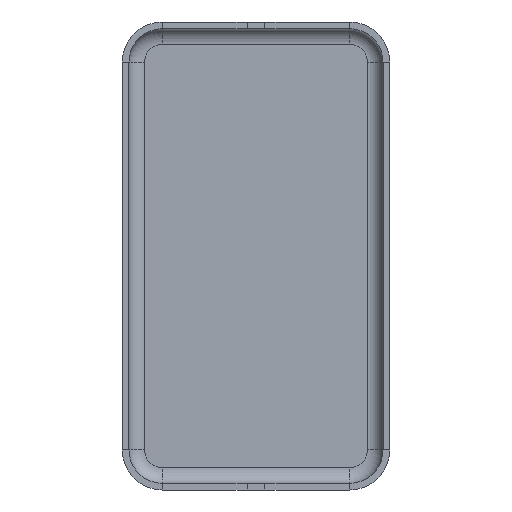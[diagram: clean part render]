
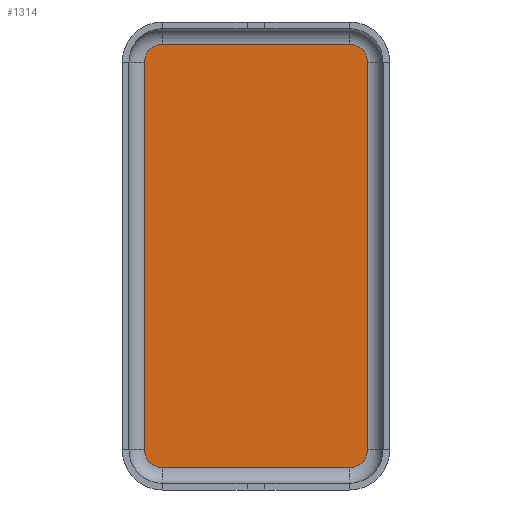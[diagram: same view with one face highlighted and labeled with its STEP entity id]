
A CAD part, front view. The second image highlights one B-rep face of the part: STEP entity #1314.
In plain terms, the highlighted planar face has unit normal (0, -1, 0).
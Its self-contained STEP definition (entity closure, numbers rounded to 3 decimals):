
#34 = CARTESIAN_POINT ( 'NONE',  ( -4.2, -0.3, -8.7 ) ) ;
#52 = VECTOR ( 'NONE', #1029, 1000. ) ;
#54 = VECTOR ( 'NONE', #938, 1000. ) ;
#89 = ORIENTED_EDGE ( 'NONE', *, *, #728, .F. ) ;
#123 = AXIS2_PLACEMENT_3D ( 'NONE', #34, #1023, #648 ) ;
#125 = VERTEX_POINT ( 'NONE', #311 ) ;
#143 = CARTESIAN_POINT ( 'NONE',  ( -4.2, -0.3, 9.5 ) ) ;
#144 = AXIS2_PLACEMENT_3D ( 'NONE', #561, #781, #999 ) ;
#212 = LINE ( 'NONE', #379, #52 ) ;
#264 = DIRECTION ( 'NONE',  ( 0., -1., 0. ) ) ;
#285 = CARTESIAN_POINT ( 'NONE',  ( -4.2, -0.3, -9.5 ) ) ;
#311 = CARTESIAN_POINT ( 'NONE',  ( 4.2, -0.3, -9.5 ) ) ;
#351 = EDGE_CURVE ( 'NONE', #518, #840, #467, .T. ) ;
#353 = ORIENTED_EDGE ( 'NONE', *, *, #687, .F. ) ;
#373 = ORIENTED_EDGE ( 'NONE', *, *, #351, .F. ) ;
#377 = DIRECTION ( 'NONE',  ( 0., 0., -1. ) ) ;
#379 = CARTESIAN_POINT ( 'NONE',  ( -4.2, -0.3, 9.5 ) ) ;
#405 = CARTESIAN_POINT ( 'NONE',  ( 4.2, -0.3, 8.7 ) ) ;
#407 = VERTEX_POINT ( 'NONE', #793 ) ;
#465 = CIRCLE ( 'NONE', #123, 0.8 ) ;
#467 = LINE ( 'NONE', #809, #732 ) ;
#477 = CARTESIAN_POINT ( 'NONE',  ( -5., -0.3, -8.7 ) ) ;
#518 = VERTEX_POINT ( 'NONE', #923 ) ;
#528 = ORIENTED_EDGE ( 'NONE', *, *, #1214, .F. ) ;
#561 = CARTESIAN_POINT ( 'NONE',  ( -4.2, -0.3, 8.7 ) ) ;
#603 = CIRCLE ( 'NONE', #144, 0.8 ) ;
#614 = EDGE_CURVE ( 'NONE', #1211, #518, #714, .T. ) ;
#648 = DIRECTION ( 'NONE',  ( 0., 0., 1. ) ) ;
#654 = EDGE_CURVE ( 'NONE', #407, #1201, #603, .T. ) ;
#665 = CIRCLE ( 'NONE', #1435, 0.8 ) ;
#687 = EDGE_CURVE ( 'NONE', #720, #1186, #465, .T. ) ;
#695 = DIRECTION ( 'NONE',  ( 0., 0., -1. ) ) ;
#714 = CIRCLE ( 'NONE', #1434, 0.8 ) ;
#720 = VERTEX_POINT ( 'NONE', #285 ) ;
#728 = EDGE_CURVE ( 'NONE', #1186, #407, #852, .T. ) ;
#732 = VECTOR ( 'NONE', #695, 1000. ) ;
#749 = ORIENTED_EDGE ( 'NONE', *, *, #654, .F. ) ;
#766 = VECTOR ( 'NONE', #1027, 1000. ) ;
#775 = EDGE_CURVE ( 'NONE', #840, #125, #665, .T. ) ;
#781 = DIRECTION ( 'NONE',  ( 0., 1., 0. ) ) ;
#787 = ORIENTED_EDGE ( 'NONE', *, *, #775, .F. ) ;
#793 = CARTESIAN_POINT ( 'NONE',  ( -5., -0.3, 8.7 ) ) ;
#809 = CARTESIAN_POINT ( 'NONE',  ( 5., -0.3, 8.7 ) ) ;
#810 = CARTESIAN_POINT ( 'NONE',  ( 4.2, -0.3, 9.5 ) ) ;
#827 = CARTESIAN_POINT ( 'NONE',  ( 4.2, -0.3, -8.7 ) ) ;
#840 = VERTEX_POINT ( 'NONE', #841 ) ;
#841 = CARTESIAN_POINT ( 'NONE',  ( 5., -0.3, -8.7 ) ) ;
#852 = LINE ( 'NONE', #1176, #54 ) ;
#877 = AXIS2_PLACEMENT_3D ( 'NONE', #1267, #264, #377 ) ;
#922 = CARTESIAN_POINT ( 'NONE',  ( 4.2, -0.3, -9.5 ) ) ;
#923 = CARTESIAN_POINT ( 'NONE',  ( 5., -0.3, 8.7 ) ) ;
#933 = ORIENTED_EDGE ( 'NONE', *, *, #1283, .F. ) ;
#935 = DIRECTION ( 'NONE',  ( 0., 1., 0. ) ) ;
#938 = DIRECTION ( 'NONE',  ( 0., 0., 1. ) ) ;
#985 = ORIENTED_EDGE ( 'NONE', *, *, #614, .F. ) ;
#999 = DIRECTION ( 'NONE',  ( 0., 0., 1. ) ) ;
#1023 = DIRECTION ( 'NONE',  ( 0., 1., 0. ) ) ;
#1027 = DIRECTION ( 'NONE',  ( -1., 0., 0. ) ) ;
#1029 = DIRECTION ( 'NONE',  ( 1., 0., 0. ) ) ;
#1055 = LINE ( 'NONE', #922, #766 ) ;
#1097 = EDGE_LOOP ( 'NONE', ( #985, #528, #749, #89, #353, #933, #787, #373 ) ) ;
#1100 = DIRECTION ( 'NONE',  ( 0., 0., 1. ) ) ;
#1176 = CARTESIAN_POINT ( 'NONE',  ( -5., -0.3, -8.7 ) ) ;
#1186 = VERTEX_POINT ( 'NONE', #477 ) ;
#1195 = DIRECTION ( 'NONE',  ( 0., 1., 0. ) ) ;
#1201 = VERTEX_POINT ( 'NONE', #143 ) ;
#1211 = VERTEX_POINT ( 'NONE', #810 ) ;
#1214 = EDGE_CURVE ( 'NONE', #1201, #1211, #212, .T. ) ;
#1267 = CARTESIAN_POINT ( 'NONE',  ( 4.2, -0.3, 8.7 ) ) ;
#1280 = PLANE ( 'NONE',  #877 ) ;
#1283 = EDGE_CURVE ( 'NONE', #125, #720, #1055, .T. ) ;
#1314 = ADVANCED_FACE ( 'NONE', ( #1408 ), #1280, .T. ) ;
#1400 = DIRECTION ( 'NONE',  ( 0., 0., 1. ) ) ;
#1408 = FACE_OUTER_BOUND ( 'NONE', #1097, .T. ) ;
#1434 = AXIS2_PLACEMENT_3D ( 'NONE', #405, #1195, #1100 ) ;
#1435 = AXIS2_PLACEMENT_3D ( 'NONE', #827, #935, #1400 ) ;
